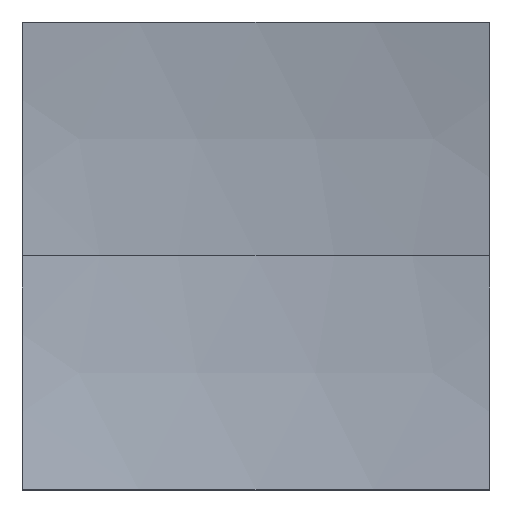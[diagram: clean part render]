
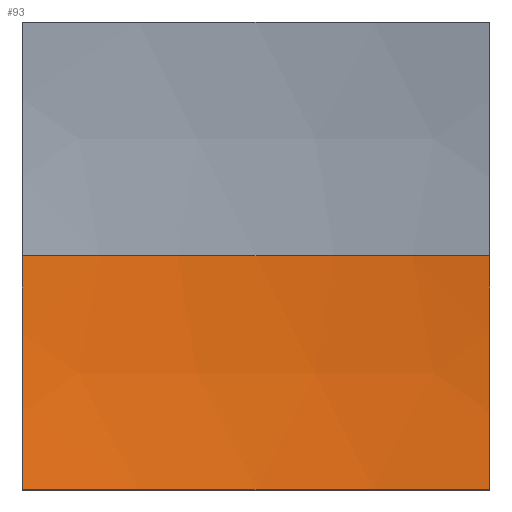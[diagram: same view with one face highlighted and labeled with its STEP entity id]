
A CAD part, top view. The second image highlights one B-rep face of the part: STEP entity #93.
In plain terms, the highlighted spherical face has radius 80 mm.
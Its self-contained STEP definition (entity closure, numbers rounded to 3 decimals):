
#13 = AXIS2_PLACEMENT_3D ( 'NONE', #113, #102, #17 ) ;
#17 = DIRECTION ( 'NONE',  ( 0., 0., -1. ) ) ;
#24 = DIRECTION ( 'NONE',  ( 0., 1., 0. ) ) ;
#27 = DIRECTION ( 'NONE',  ( 0., 1., 0. ) ) ;
#32 = AXIS2_PLACEMENT_3D ( 'NONE', #200, #221, #27 ) ;
#33 = EDGE_CURVE ( 'NONE', #154, #36, #53, .T. ) ;
#34 = AXIS2_PLACEMENT_3D ( 'NONE', #89, #92, #147 ) ;
#36 = VERTEX_POINT ( 'NONE', #162 ) ;
#37 = CARTESIAN_POINT ( 'NONE',  ( 0., -12.5, 86. ) ) ;
#38 = EDGE_CURVE ( 'NONE', #249, #189, #205, .T. ) ;
#46 = CARTESIAN_POINT ( 'NONE',  ( 12.5, 0., 6.983 ) ) ;
#53 = CIRCLE ( 'NONE', #252, 79.017 ) ;
#55 = ORIENTED_EDGE ( 'NONE', *, *, #33, .F. ) ;
#61 = DIRECTION ( 'NONE',  ( 0., 1., 0. ) ) ;
#68 = CARTESIAN_POINT ( 'NONE',  ( 12.5, -12.5, 7.978 ) ) ;
#73 = EDGE_CURVE ( 'NONE', #249, #114, #150, .T. ) ;
#79 = CARTESIAN_POINT ( 'NONE',  ( 0., 0., 86. ) ) ;
#87 = CARTESIAN_POINT ( 'NONE',  ( 0., 0., 6. ) ) ;
#89 = CARTESIAN_POINT ( 'NONE',  ( 12.5, 0., 86. ) ) ;
#92 = DIRECTION ( 'NONE',  ( 1., 0., 0. ) ) ;
#93 = ADVANCED_FACE ( 'NONE', ( #197 ), #157, .F. ) ;
#102 = DIRECTION ( 'NONE',  ( 0., -1., 0. ) ) ;
#113 = CARTESIAN_POINT ( 'NONE',  ( 0., 0., 86. ) ) ;
#114 = VERTEX_POINT ( 'NONE', #161 ) ;
#130 = ORIENTED_EDGE ( 'NONE', *, *, #180, .F. ) ;
#137 = EDGE_LOOP ( 'NONE', ( #250, #170, #130, #55, #191 ) ) ;
#138 = DIRECTION ( 'NONE',  ( 1., 0., 0. ) ) ;
#147 = DIRECTION ( 'NONE',  ( 0., 1., 0. ) ) ;
#148 = AXIS2_PLACEMENT_3D ( 'NONE', #158, #24, #138 ) ;
#150 = CIRCLE ( 'NONE', #220, 80. ) ;
#154 = VERTEX_POINT ( 'NONE', #68 ) ;
#157 = SPHERICAL_SURFACE ( 'NONE', #148, 80. ) ;
#158 = CARTESIAN_POINT ( 'NONE',  ( 0., 0., 86. ) ) ;
#161 = CARTESIAN_POINT ( 'NONE',  ( -12.5, 0., 6.983 ) ) ;
#162 = CARTESIAN_POINT ( 'NONE',  ( -12.5, -12.5, 7.978 ) ) ;
#170 = ORIENTED_EDGE ( 'NONE', *, *, #73, .T. ) ;
#177 = DIRECTION ( 'NONE',  ( -1., 0., 0. ) ) ;
#180 = EDGE_CURVE ( 'NONE', #36, #114, #193, .T. ) ;
#189 = VERTEX_POINT ( 'NONE', #46 ) ;
#190 = DIRECTION ( 'NONE',  ( 0., 1., 0. ) ) ;
#191 = ORIENTED_EDGE ( 'NONE', *, *, #214, .T. ) ;
#193 = CIRCLE ( 'NONE', #32, 79.017 ) ;
#197 = FACE_OUTER_BOUND ( 'NONE', #137, .T. ) ;
#200 = CARTESIAN_POINT ( 'NONE',  ( -12.5, 0., 86. ) ) ;
#201 = CIRCLE ( 'NONE', #34, 79.017 ) ;
#205 = CIRCLE ( 'NONE', #13, 80. ) ;
#208 = DIRECTION ( 'NONE',  ( 0., 0., 1. ) ) ;
#214 = EDGE_CURVE ( 'NONE', #154, #189, #201, .T. ) ;
#220 = AXIS2_PLACEMENT_3D ( 'NONE', #79, #190, #177 ) ;
#221 = DIRECTION ( 'NONE',  ( 1., 0., 0. ) ) ;
#249 = VERTEX_POINT ( 'NONE', #87 ) ;
#250 = ORIENTED_EDGE ( 'NONE', *, *, #38, .F. ) ;
#252 = AXIS2_PLACEMENT_3D ( 'NONE', #37, #61, #208 ) ;
